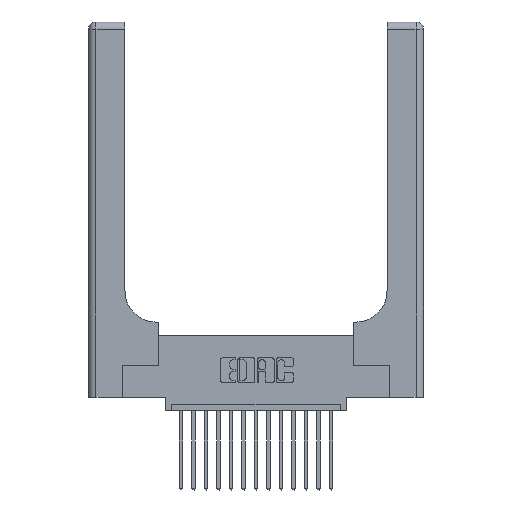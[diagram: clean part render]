
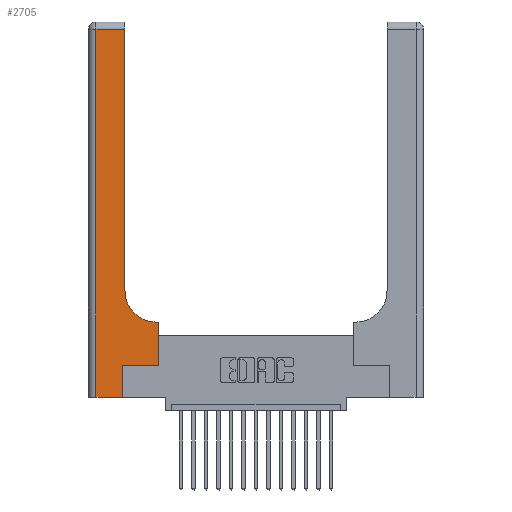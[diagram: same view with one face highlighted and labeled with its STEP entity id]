
A CAD part, top view. The second image highlights one B-rep face of the part: STEP entity #2705.
In plain terms, the highlighted planar face has unit normal (0, 0, 1).
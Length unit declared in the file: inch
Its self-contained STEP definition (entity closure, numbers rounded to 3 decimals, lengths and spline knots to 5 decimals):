
#108 = VERTEX_POINT ( 'NONE', #2495 ) ;
#161 = LINE ( 'NONE', #14856, #4575 ) ;
#649 = LINE ( 'NONE', #13460, #8709 ) ;
#834 = DIRECTION ( 'NONE',  ( 0., 1., 0. ) ) ;
#843 = VERTEX_POINT ( 'NONE', #9819 ) ;
#1398 = CARTESIAN_POINT ( 'NONE',  ( 0., 3., 0.37 ) ) ;
#1586 = ORIENTED_EDGE ( 'NONE', *, *, #12619, .T. ) ;
#1852 = DIRECTION ( 'NONE',  ( -1., 0., 0. ) ) ;
#1877 = VECTOR ( 'NONE', #834, 39.37008 ) ;
#1900 = EDGE_CURVE ( 'NONE', #2682, #843, #17974, .T. ) ;
#2495 = CARTESIAN_POINT ( 'NONE',  ( 0.5585, 0.25, 0.37 ) ) ;
#2682 = VERTEX_POINT ( 'NONE', #13087 ) ;
#2697 = LINE ( 'NONE', #3108, #18993 ) ;
#2705 = ADVANCED_FACE ( 'NONE', ( #6083 ), #4340, .F. ) ;
#2912 = LINE ( 'NONE', #10042, #6384 ) ;
#3108 = CARTESIAN_POINT ( 'NONE',  ( 0.2915, 3., 0.37 ) ) ;
#3450 = ORIENTED_EDGE ( 'NONE', *, *, #15868, .T. ) ;
#4007 = EDGE_CURVE ( 'NONE', #15953, #15612, #14014, .T. ) ;
#4340 = PLANE ( 'NONE',  #8339 ) ;
#4575 = VECTOR ( 'NONE', #16219, 39.37008 ) ;
#5218 = CARTESIAN_POINT ( 'NONE',  ( 0.06, 2.94, 0.37 ) ) ;
#5264 = VECTOR ( 'NONE', #9436, 39.37008 ) ;
#5545 = ORIENTED_EDGE ( 'NONE', *, *, #4007, .T. ) ;
#5936 = DIRECTION ( 'NONE',  ( -1., 0., 0. ) ) ;
#5943 = ORIENTED_EDGE ( 'NONE', *, *, #15334, .T. ) ;
#6083 = FACE_OUTER_BOUND ( 'NONE', #17531, .T. ) ;
#6384 = VECTOR ( 'NONE', #14420, 39.37008 ) ;
#6515 = CARTESIAN_POINT ( 'NONE',  ( 0.2915, 0.85, 0.37 ) ) ;
#6547 = ORIENTED_EDGE ( 'NONE', *, *, #12911, .T. ) ;
#6689 = EDGE_CURVE ( 'NONE', #15612, #108, #16429, .T. ) ;
#6990 = ORIENTED_EDGE ( 'NONE', *, *, #1900, .T. ) ;
#8130 = CARTESIAN_POINT ( 'NONE',  ( 0.269, 0.25, 0.37 ) ) ;
#8339 = AXIS2_PLACEMENT_3D ( 'NONE', #1398, #11703, #5936 ) ;
#8709 = VECTOR ( 'NONE', #1852, 39.37008 ) ;
#9229 = ORIENTED_EDGE ( 'NONE', *, *, #15860, .T. ) ;
#9259 = CARTESIAN_POINT ( 'NONE',  ( 0.269, 0., 0.37 ) ) ;
#9436 = DIRECTION ( 'NONE',  ( 0., -1., 0. ) ) ;
#9608 = LINE ( 'NONE', #15360, #5264 ) ;
#9819 = CARTESIAN_POINT ( 'NONE',  ( 0.5415, 0.6, 0.37 ) ) ;
#10042 = CARTESIAN_POINT ( 'NONE',  ( 0., 0., 0.37 ) ) ;
#10115 = CARTESIAN_POINT ( 'NONE',  ( 0.2915, 0.6, 0.37 ) ) ;
#10994 = DIRECTION ( 'NONE',  ( 1., 0., 0. ) ) ;
#11115 = VERTEX_POINT ( 'NONE', #16752 ) ;
#11703 = DIRECTION ( 'NONE',  ( 0., 0., -1. ) ) ;
#11843 = CARTESIAN_POINT ( 'NONE',  ( 0.269, 0.25, 0.37 ) ) ;
#12619 = EDGE_CURVE ( 'NONE', #11115, #15953, #2912, .T. ) ;
#12911 = EDGE_CURVE ( 'NONE', #843, #15526, #16210, .T. ) ;
#12971 = DIRECTION ( 'NONE',  ( 1., 0., 0. ) ) ;
#13087 = CARTESIAN_POINT ( 'NONE',  ( 0.5585, 0.6, 0.37 ) ) ;
#13115 = DIRECTION ( 'NONE',  ( -1., 0., 0. ) ) ;
#13460 = CARTESIAN_POINT ( 'NONE',  ( 0., 2.94, 0.37 ) ) ;
#14014 = LINE ( 'NONE', #16851, #1877 ) ;
#14420 = DIRECTION ( 'NONE',  ( 1., 0., 0. ) ) ;
#14856 = CARTESIAN_POINT ( 'NONE',  ( 0.5585, 0.25, 0.37 ) ) ;
#14914 = CARTESIAN_POINT ( 'NONE',  ( 0.2915, 2.94, 0.37 ) ) ;
#14985 = DIRECTION ( 'NONE',  ( 0., 1., 0. ) ) ;
#15334 = EDGE_CURVE ( 'NONE', #17715, #18669, #649, .T. ) ;
#15360 = CARTESIAN_POINT ( 'NONE',  ( 0.06, 3., 0.37 ) ) ;
#15423 = EDGE_CURVE ( 'NONE', #18669, #11115, #9608, .T. ) ;
#15526 = VERTEX_POINT ( 'NONE', #6515 ) ;
#15604 = ORIENTED_EDGE ( 'NONE', *, *, #6689, .T. ) ;
#15612 = VERTEX_POINT ( 'NONE', #8130 ) ;
#15860 = EDGE_CURVE ( 'NONE', #108, #2682, #161, .T. ) ;
#15868 = EDGE_CURVE ( 'NONE', #15526, #17715, #2697, .T. ) ;
#15953 = VERTEX_POINT ( 'NONE', #9259 ) ;
#16210 = CIRCLE ( 'NONE', #17852, 0.25 ) ;
#16219 = DIRECTION ( 'NONE',  ( 0., 1., 0. ) ) ;
#16429 = LINE ( 'NONE', #11843, #16885 ) ;
#16752 = CARTESIAN_POINT ( 'NONE',  ( 0.06, 0., 0.37 ) ) ;
#16851 = CARTESIAN_POINT ( 'NONE',  ( 0.269, 0., 0.37 ) ) ;
#16885 = VECTOR ( 'NONE', #12971, 39.37008 ) ;
#17531 = EDGE_LOOP ( 'NONE', ( #3450, #5943, #18000, #1586, #5545, #15604, #9229, #6990, #6547 ) ) ;
#17715 = VERTEX_POINT ( 'NONE', #14914 ) ;
#17852 = AXIS2_PLACEMENT_3D ( 'NONE', #18208, #18394, #10994 ) ;
#17974 = LINE ( 'NONE', #10115, #18221 ) ;
#18000 = ORIENTED_EDGE ( 'NONE', *, *, #15423, .T. ) ;
#18208 = CARTESIAN_POINT ( 'NONE',  ( 0.5415, 0.85, 0.37 ) ) ;
#18221 = VECTOR ( 'NONE', #13115, 39.37008 ) ;
#18394 = DIRECTION ( 'NONE',  ( 0., 0., -1. ) ) ;
#18669 = VERTEX_POINT ( 'NONE', #5218 ) ;
#18993 = VECTOR ( 'NONE', #14985, 39.37008 ) ;
